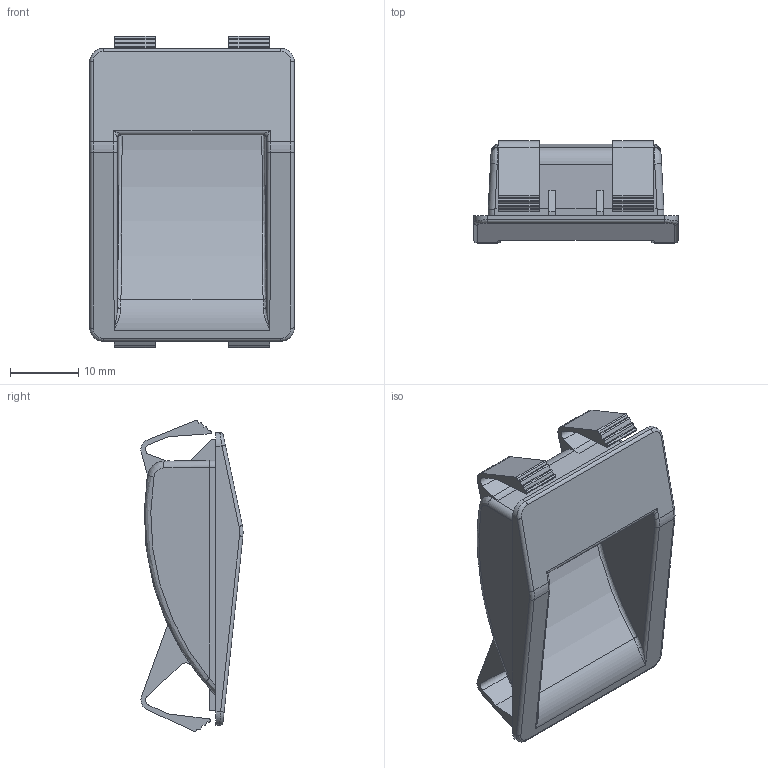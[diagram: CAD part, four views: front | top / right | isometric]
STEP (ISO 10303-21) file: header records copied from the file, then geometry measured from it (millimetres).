
FILE_DESCRIPTION( (''), '2;1');
FILE_NAME ('PC14.9620.THA_482_B_19769.stp','2020-06-11T15:30:35',(''),(''),'spGate 16.7.1','','');
FILE_SCHEMA (('AUTOMOTIVE_DESIGN'));
Length unit declared in the file: millimetre
Bounding box: 30 x 15 x 45.71 mm (x, y, z)
Volume: 4130 mm3; surface area: 5859.4 mm2
Topology: 1 solids, 1 shells, 208 faces, 559 edges, 354 vertices
Faces by surface type: plane 88, cylinder 86, bspline 34
Entity records: 11609 total; most frequent: CARTESIAN_POINT 2184, ORIENTED_EDGE 1114, DIRECTION 1000, COLOUR_RGB 766, PRESENTATION_STYLE_ASSIGNMENT 766, STYLED_ITEM 766, EDGE_CURVE 557, DRAUGHTING_PRE_DEFINED_CURVE_FONT 557
